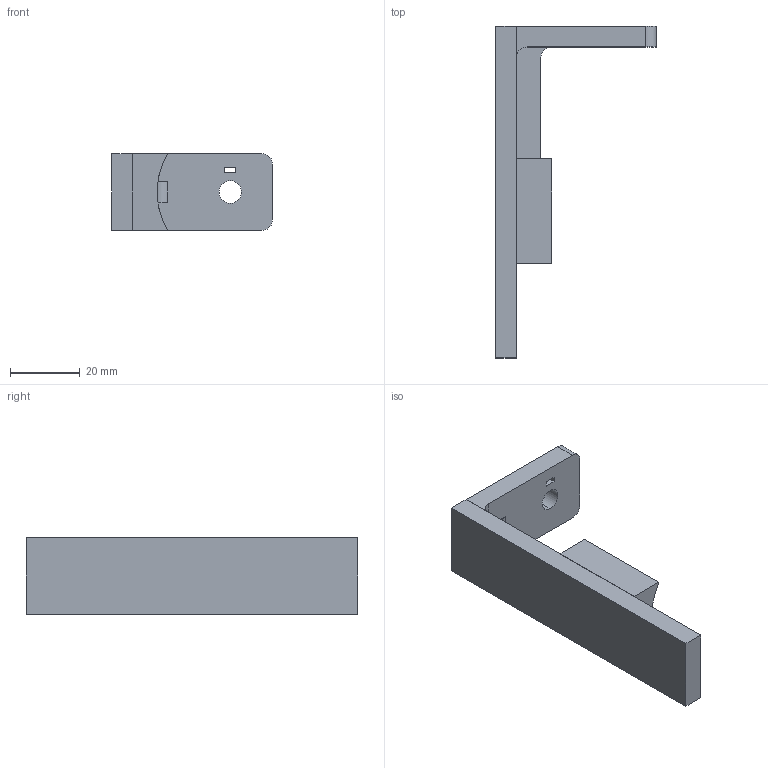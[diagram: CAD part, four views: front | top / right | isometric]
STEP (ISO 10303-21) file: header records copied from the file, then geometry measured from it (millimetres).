
FILE_DESCRIPTION (( 'STEP AP214' ), '1' );
FILE_NAME ('Pad test servo tu che.STEP', '2023-10-21T11:00:58', ( '' ), ( '' ), 'SwSTEP 2.0', 'SolidWorks 2021', '' );
FILE_SCHEMA (( 'AUTOMOTIVE_DESIGN' ));
Length unit declared in the file: millimetre
Products named in the file (1): Pad test servo tu che
Bounding box: 46.04 x 95 x 22 mm (x, y, z)
Volume: 24238 mm3; surface area: 9236.7 mm2
Topology: 1 solids, 1 shells, 29 faces, 80 edges, 53 vertices
Faces by surface type: plane 21, cylinder 8
Entity records: 965 total; most frequent: CARTESIAN_POINT 163, ORIENTED_EDGE 160, DIRECTION 157, EDGE_CURVE 80, LINE 63, VECTOR 63, VERTEX_POINT 53, AXIS2_PLACEMENT_3D 47
